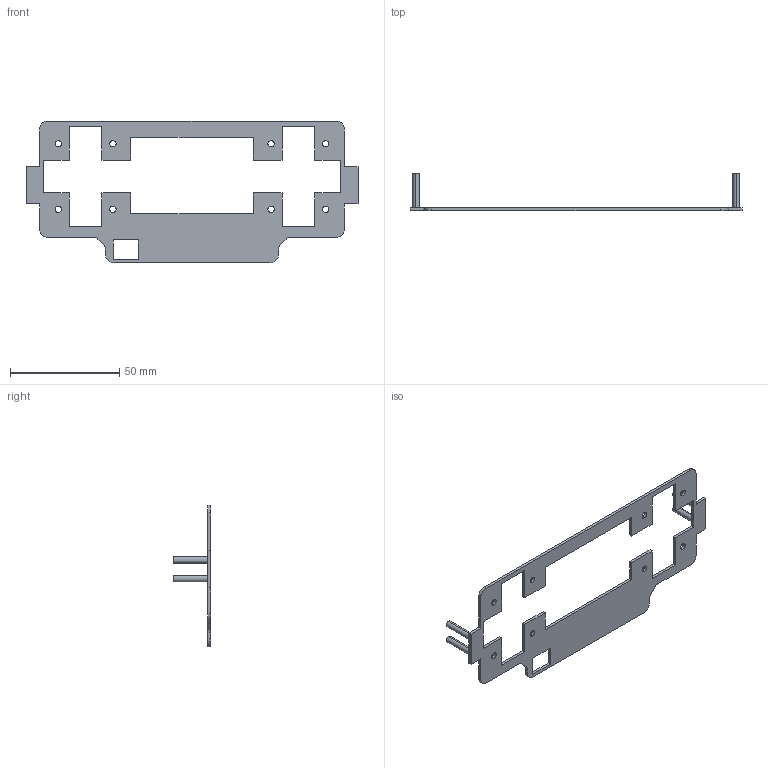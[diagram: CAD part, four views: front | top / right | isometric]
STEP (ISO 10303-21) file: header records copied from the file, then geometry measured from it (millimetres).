
FILE_DESCRIPTION (( 'STEP AP203' ), '1' );
FILE_NAME ('sprigcase_F.STEP', '2024-08-01T23:24:02', ( '' ), ( '' ), 'SwSTEP 2.0', 'SolidWorks 2023', '' );
FILE_SCHEMA (( 'CONFIG_CONTROL_DESIGN' ));
Length unit declared in the file: centimetre
Products named in the file (1): sprigcase_F
Bounding box: 152.07 x 17.23 x 64.89 mm (x, y, z)
Volume: 6179.1 mm3; surface area: 10571.1 mm2
Topology: 1 solids, 1 shells, 90 faces, 252 edges, 168 vertices
Faces by surface type: plane 56, cylinder 34
Entity records: 3021 total; most frequent: CARTESIAN_POINT 511, ORIENTED_EDGE 504, DIRECTION 502, EDGE_CURVE 252, LINE 184, VECTOR 184, VERTEX_POINT 168, AXIS2_PLACEMENT_3D 159
